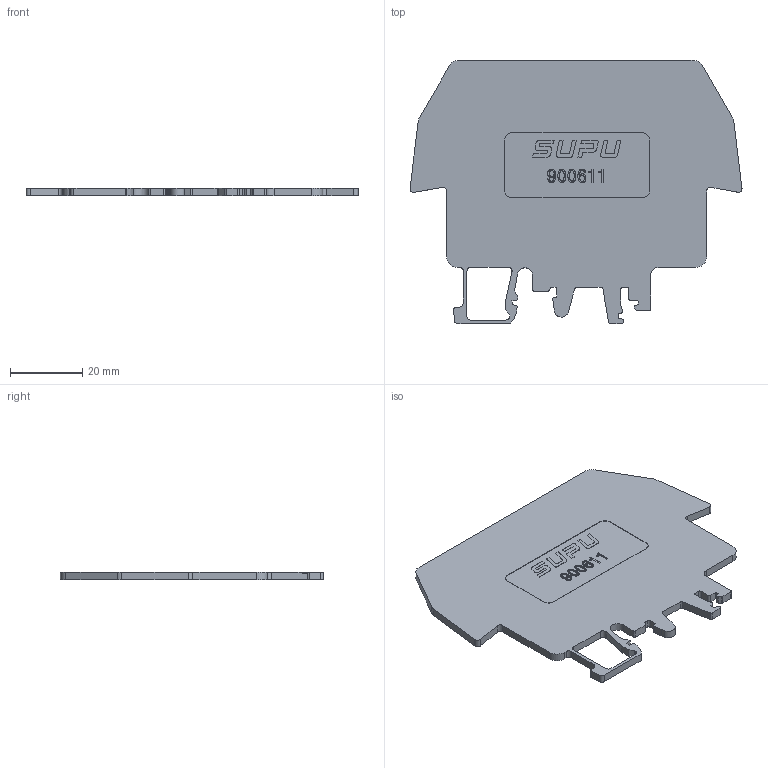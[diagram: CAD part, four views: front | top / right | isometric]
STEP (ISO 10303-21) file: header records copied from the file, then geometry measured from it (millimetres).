
FILE_DESCRIPTION(/* description */ (''),/* implementation_level */ '2;1');
FILE_NAME(/* name */ '900611.stp',/* time_stamp */ '2022-04-29T13:18:54+08:00',/* author */ (''),/* organization */ (''),/* preprocessor_version */ 'ST-DEVELOPER v16.7',/* originating_system */ 'SIEMENS PLM Software NX 12.0',/* authorisation */ '');
FILE_SCHEMA (('AUTOMOTIVE_DESIGN { 1 0 10303 214 3 1 1 1 }'));
Length unit declared in the file: millimetre
Products named in the file (1): SP3F1070E22zhh
Bounding box: 91.66 x 72.7 x 2.2 mm (x, y, z)
Volume: 10678.9 mm3; surface area: 10784.9 mm2
Topology: 1 solids, 1 shells, 1366 faces, 4047 edges, 2698 vertices
Faces by surface type: plane 1274, cylinder 69, extrusion 23
Entity records: 45131 total; most frequent: CARTESIAN_POINT 8469, ORIENTED_EDGE 8094, DIRECTION 6851, EDGE_CURVE 4047, VECTOR 3885, LINE 3862, VERTEX_POINT 2698, AXIS2_PLACEMENT_3D 1483
